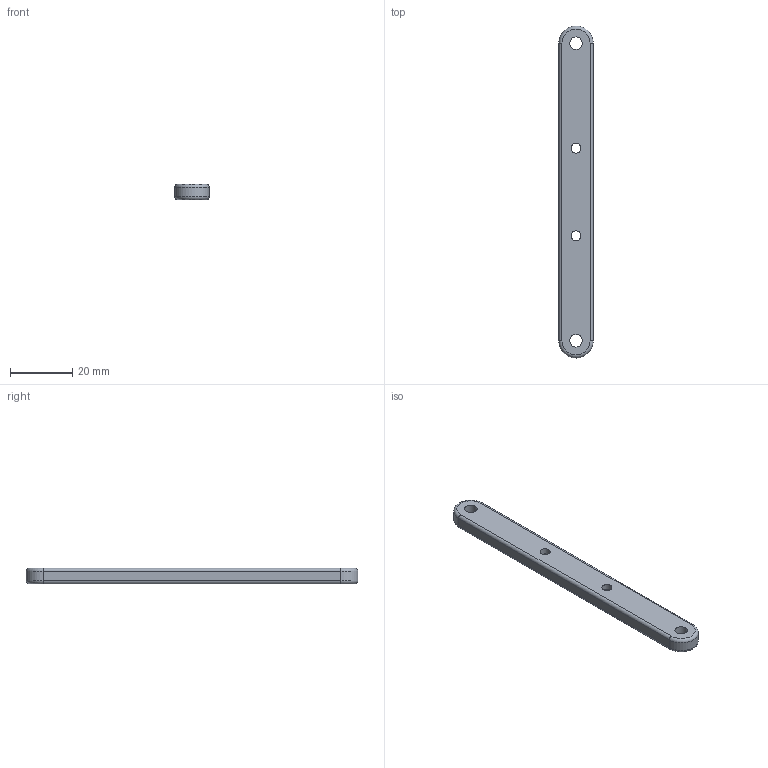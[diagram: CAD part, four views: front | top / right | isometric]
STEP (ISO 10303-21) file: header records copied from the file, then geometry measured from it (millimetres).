
FILE_DESCRIPTION(('FreeCAD Model'),'2;1');
FILE_NAME('Open CASCADE Shape Model','2021-12-27T19:30:02',('Author'),( ''),'Open CASCADE STEP processor 7.5','FreeCAD','Unknown');
FILE_SCHEMA(('AUTOMOTIVE_DESIGN { 1 0 10303 214 1 1 1 1 }'));
Length unit declared in the file: millimetre
Products named in the file (1): holding-arm
Bounding box: 11 x 106.26 x 5 mm (x, y, z)
Volume: 5291 mm3; surface area: 3413.6 mm2
Topology: 1 solids, 1 shells, 22 faces, 46 edges, 28 vertices
Faces by surface type: cylinder 12, plane 6, torus 4
Full cylindrical faces by diameter (mm): 3.2 x2, 4 x2, 6 x2
Entity records: 1226 total; most frequent: CARTESIAN_POINT 229, DIRECTION 192, ORIENTED_EDGE 92, PCURVE 92, DEFINITIONAL_REPRESENTATION 92, LINE 78, VECTOR 78, AXIS2_PLACEMENT_3D 51
